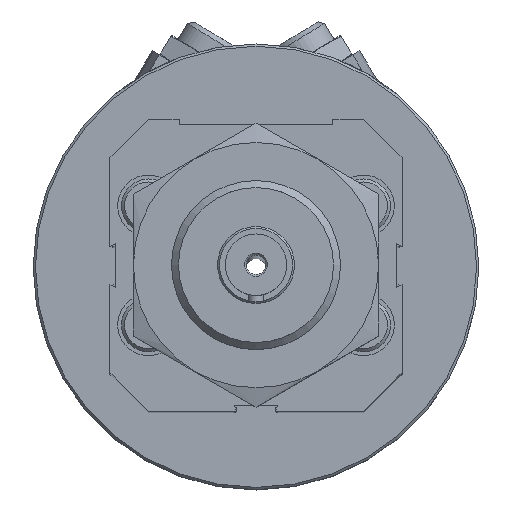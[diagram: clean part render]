
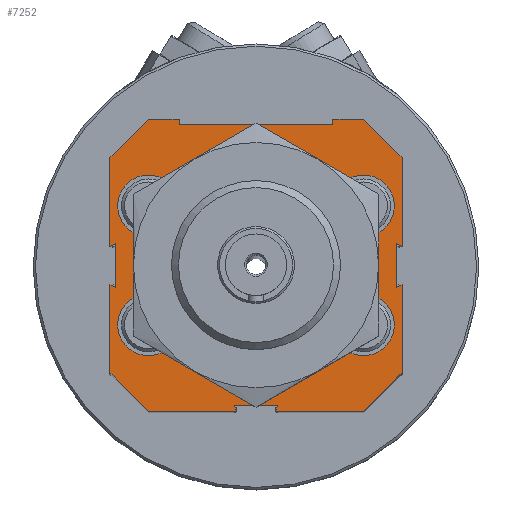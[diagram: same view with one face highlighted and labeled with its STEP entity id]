
A CAD part, top view. The second image highlights one B-rep face of the part: STEP entity #7252.
In plain terms, the highlighted face is planar.
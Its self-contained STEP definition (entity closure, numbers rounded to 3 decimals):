
#201=LINE('',#11427,#746);
#203=LINE('',#11431,#748);
#205=LINE('',#11435,#750);
#239=LINE('',#11521,#784);
#241=LINE('',#11525,#786);
#243=LINE('',#11529,#788);
#277=LINE('',#11615,#822);
#279=LINE('',#11619,#824);
#281=LINE('',#11623,#826);
#341=LINE('',#11779,#886);
#343=LINE('',#11783,#888);
#345=LINE('',#11787,#890);
#387=LINE('',#11888,#932);
#389=LINE('',#11892,#934);
#391=LINE('',#11896,#936);
#392=LINE('',#11898,#937);
#394=LINE('',#11902,#939);
#396=LINE('',#11906,#941);
#397=LINE('',#11908,#942);
#399=LINE('',#11912,#944);
#401=LINE('',#11916,#946);
#402=LINE('',#11918,#947);
#404=LINE('',#11922,#949);
#406=LINE('',#11926,#951);
#746=VECTOR('',#8935,1000.);
#748=VECTOR('',#8939,1000.);
#750=VECTOR('',#8943,1000.);
#784=VECTOR('',#9037,1000.);
#786=VECTOR('',#9041,1000.);
#788=VECTOR('',#9045,1000.);
#822=VECTOR('',#9139,1000.);
#824=VECTOR('',#9143,1000.);
#826=VECTOR('',#9147,1000.);
#886=VECTOR('',#9319,1000.);
#888=VECTOR('',#9323,1000.);
#890=VECTOR('',#9327,1000.);
#932=VECTOR('',#9445,1000.);
#934=VECTOR('',#9449,1000.);
#936=VECTOR('',#9453,1000.);
#937=VECTOR('',#9456,1000.);
#939=VECTOR('',#9460,1000.);
#941=VECTOR('',#9464,1000.);
#942=VECTOR('',#9467,1000.);
#944=VECTOR('',#9471,1000.);
#946=VECTOR('',#9475,1000.);
#947=VECTOR('',#9478,1000.);
#949=VECTOR('',#9482,1000.);
#951=VECTOR('',#9486,1000.);
#1310=PLANE('',#8004);
#1760=CIRCLE('',#8005,4.);
#1761=CIRCLE('',#8006,4.);
#1762=CIRCLE('',#8007,4.);
#1763=CIRCLE('',#8008,4.);
#1764=CIRCLE('',#8009,11.);
#2864=ORIENTED_EDGE('',*,*,#4429,.T.);
#2865=ORIENTED_EDGE('',*,*,#4430,.T.);
#2866=ORIENTED_EDGE('',*,*,#4431,.T.);
#2867=ORIENTED_EDGE('',*,*,#4432,.T.);
#2868=ORIENTED_EDGE('',*,*,#4433,.F.);
#2869=ORIENTED_EDGE('',*,*,#4176,.F.);
#2870=ORIENTED_EDGE('',*,*,#4428,.F.);
#2871=ORIENTED_EDGE('',*,*,#4426,.F.);
#2872=ORIENTED_EDGE('',*,*,#4424,.F.);
#2873=ORIENTED_EDGE('',*,*,#4358,.F.);
#2874=ORIENTED_EDGE('',*,*,#4356,.F.);
#2875=ORIENTED_EDGE('',*,*,#4354,.F.);
#2876=ORIENTED_EDGE('',*,*,#4423,.F.);
#2877=ORIENTED_EDGE('',*,*,#4421,.F.);
#2878=ORIENTED_EDGE('',*,*,#4419,.F.);
#2879=ORIENTED_EDGE('',*,*,#4276,.F.);
#2880=ORIENTED_EDGE('',*,*,#4274,.F.);
#2881=ORIENTED_EDGE('',*,*,#4272,.F.);
#2882=ORIENTED_EDGE('',*,*,#4418,.F.);
#2883=ORIENTED_EDGE('',*,*,#4416,.F.);
#2884=ORIENTED_EDGE('',*,*,#4414,.F.);
#2885=ORIENTED_EDGE('',*,*,#4228,.F.);
#2886=ORIENTED_EDGE('',*,*,#4226,.F.);
#2887=ORIENTED_EDGE('',*,*,#4224,.F.);
#2888=ORIENTED_EDGE('',*,*,#4413,.F.);
#2889=ORIENTED_EDGE('',*,*,#4411,.F.);
#2890=ORIENTED_EDGE('',*,*,#4409,.F.);
#2891=ORIENTED_EDGE('',*,*,#4180,.F.);
#2892=ORIENTED_EDGE('',*,*,#4178,.F.);
#4176=EDGE_CURVE('',#5163,#5164,#201,.T.);
#4178=EDGE_CURVE('',#5164,#5165,#203,.T.);
#4180=EDGE_CURVE('',#5165,#5166,#205,.T.);
#4224=EDGE_CURVE('',#5187,#5188,#239,.T.);
#4226=EDGE_CURVE('',#5188,#5189,#241,.T.);
#4228=EDGE_CURVE('',#5189,#5190,#243,.T.);
#4272=EDGE_CURVE('',#5211,#5212,#277,.T.);
#4274=EDGE_CURVE('',#5212,#5213,#279,.T.);
#4276=EDGE_CURVE('',#5213,#5214,#281,.T.);
#4354=EDGE_CURVE('',#5253,#5254,#341,.T.);
#4356=EDGE_CURVE('',#5254,#5255,#343,.T.);
#4358=EDGE_CURVE('',#5255,#5256,#345,.T.);
#4409=EDGE_CURVE('',#5166,#5277,#387,.T.);
#4411=EDGE_CURVE('',#5277,#5278,#389,.T.);
#4413=EDGE_CURVE('',#5278,#5187,#391,.T.);
#4414=EDGE_CURVE('',#5190,#5279,#392,.T.);
#4416=EDGE_CURVE('',#5279,#5280,#394,.T.);
#4418=EDGE_CURVE('',#5280,#5211,#396,.T.);
#4419=EDGE_CURVE('',#5214,#5281,#397,.T.);
#4421=EDGE_CURVE('',#5281,#5282,#399,.T.);
#4423=EDGE_CURVE('',#5282,#5253,#401,.T.);
#4424=EDGE_CURVE('',#5256,#5283,#402,.T.);
#4426=EDGE_CURVE('',#5283,#5284,#404,.T.);
#4428=EDGE_CURVE('',#5284,#5163,#406,.T.);
#4429=EDGE_CURVE('',#5285,#5285,#1760,.T.);
#4430=EDGE_CURVE('',#5286,#5286,#1761,.T.);
#4431=EDGE_CURVE('',#5287,#5287,#1762,.T.);
#4432=EDGE_CURVE('',#5288,#5288,#1763,.T.);
#4433=EDGE_CURVE('',#5289,#5289,#1764,.F.);
#5163=VERTEX_POINT('',#11426);
#5164=VERTEX_POINT('',#11428);
#5165=VERTEX_POINT('',#11432);
#5166=VERTEX_POINT('',#11436);
#5187=VERTEX_POINT('',#11520);
#5188=VERTEX_POINT('',#11522);
#5189=VERTEX_POINT('',#11526);
#5190=VERTEX_POINT('',#11530);
#5211=VERTEX_POINT('',#11614);
#5212=VERTEX_POINT('',#11616);
#5213=VERTEX_POINT('',#11620);
#5214=VERTEX_POINT('',#11624);
#5253=VERTEX_POINT('',#11778);
#5254=VERTEX_POINT('',#11780);
#5255=VERTEX_POINT('',#11784);
#5256=VERTEX_POINT('',#11788);
#5277=VERTEX_POINT('',#11889);
#5278=VERTEX_POINT('',#11893);
#5279=VERTEX_POINT('',#11899);
#5280=VERTEX_POINT('',#11903);
#5281=VERTEX_POINT('',#11909);
#5282=VERTEX_POINT('',#11913);
#5283=VERTEX_POINT('',#11919);
#5284=VERTEX_POINT('',#11923);
#5285=VERTEX_POINT('',#11929);
#5286=VERTEX_POINT('',#11931);
#5287=VERTEX_POINT('',#11933);
#5288=VERTEX_POINT('',#11935);
#5289=VERTEX_POINT('',#11937);
#5956=EDGE_LOOP('',(#2864));
#5957=EDGE_LOOP('',(#2865));
#5958=EDGE_LOOP('',(#2866));
#5959=EDGE_LOOP('',(#2867));
#5960=EDGE_LOOP('',(#2868));
#5961=EDGE_LOOP('',(#2869,#2870,#2871,#2872,#2873,#2874,#2875,#2876,#2877,
#2878,#2879,#2880,#2881,#2882,#2883,#2884,#2885,#2886,#2887,#2888,#2889,
#2890,#2891,#2892));
#6597=FACE_BOUND('',#5956,.T.);
#6598=FACE_BOUND('',#5957,.T.);
#6599=FACE_BOUND('',#5958,.T.);
#6600=FACE_BOUND('',#5959,.T.);
#6601=FACE_BOUND('',#5960,.T.);
#6602=FACE_BOUND('',#5961,.T.);
#7252=ADVANCED_FACE('',(#6597,#6598,#6599,#6600,#6601,#6602),#1310,.F.);
#8004=AXIS2_PLACEMENT_3D('',#11927,#9487,#9488);
#8005=AXIS2_PLACEMENT_3D('',#11928,#9489,#9490);
#8006=AXIS2_PLACEMENT_3D('',#11930,#9491,#9492);
#8007=AXIS2_PLACEMENT_3D('',#11932,#9493,#9494);
#8008=AXIS2_PLACEMENT_3D('',#11934,#9495,#9496);
#8009=AXIS2_PLACEMENT_3D('',#11936,#9497,#9498);
#8935=DIRECTION('',(0.,-1.,0.));
#8939=DIRECTION('',(0.,-0.707,-0.707));
#8943=DIRECTION('',(0.,0.,-1.));
#9037=DIRECTION('',(0.,0.,-1.));
#9041=DIRECTION('',(0.,0.707,-0.707));
#9045=DIRECTION('',(0.,1.,0.));
#9139=DIRECTION('',(0.,1.,0.));
#9143=DIRECTION('',(0.,0.707,0.707));
#9147=DIRECTION('',(0.,0.,1.));
#9319=DIRECTION('',(0.,0.,1.));
#9323=DIRECTION('',(0.,-0.707,0.707));
#9327=DIRECTION('',(0.,-1.,0.));
#9445=DIRECTION('',(0.,0.903,0.429));
#9449=DIRECTION('',(0.,0.,-1.));
#9453=DIRECTION('',(0.,-0.903,0.429));
#9456=DIRECTION('',(0.,-0.429,0.903));
#9460=DIRECTION('',(0.,1.,0.));
#9464=DIRECTION('',(0.,-0.429,-0.903));
#9467=DIRECTION('',(0.,-0.996,0.087));
#9471=DIRECTION('',(0.,0.,1.));
#9475=DIRECTION('',(0.,0.996,0.087));
#9478=DIRECTION('',(0.,0.429,-0.903));
#9482=DIRECTION('',(0.,-1.,0.));
#9486=DIRECTION('',(0.,0.429,0.903));
#9487=DIRECTION('',(1.,0.,0.));
#9488=DIRECTION('',(0.,0.,-1.));
#9489=DIRECTION('',(1.,0.,0.));
#9490=DIRECTION('',(0.,0.,-1.));
#9491=DIRECTION('',(1.,0.,0.));
#9492=DIRECTION('',(0.,0.,-1.));
#9493=DIRECTION('',(1.,0.,0.));
#9494=DIRECTION('',(0.,0.,-1.));
#9495=DIRECTION('',(1.,0.,0.));
#9496=DIRECTION('',(0.,0.,-1.));
#9497=DIRECTION('',(1.,0.,0.));
#9498=DIRECTION('',(0.,0.,-1.));
#11426=CARTESIAN_POINT('',(-166.8,-2.489,19.));
#11427=CARTESIAN_POINT('',(-166.8,-2.489,19.));
#11428=CARTESIAN_POINT('',(-166.8,-14.,19.));
#11431=CARTESIAN_POINT('',(-166.8,-14.,19.));
#11432=CARTESIAN_POINT('',(-166.8,-19.,14.));
#11435=CARTESIAN_POINT('',(-166.8,-19.,14.));
#11436=CARTESIAN_POINT('',(-166.8,-19.,2.489));
#11520=CARTESIAN_POINT('',(-166.8,-19.,-2.489));
#11521=CARTESIAN_POINT('',(-166.8,-19.,-2.489));
#11522=CARTESIAN_POINT('',(-166.8,-19.,-14.));
#11525=CARTESIAN_POINT('',(-166.8,-19.,-14.));
#11526=CARTESIAN_POINT('',(-166.8,-14.,-19.));
#11529=CARTESIAN_POINT('',(-166.8,-14.,-19.));
#11530=CARTESIAN_POINT('',(-166.8,-2.489,-19.));
#11614=CARTESIAN_POINT('',(-166.8,2.489,-19.));
#11615=CARTESIAN_POINT('',(-166.8,2.489,-19.));
#11616=CARTESIAN_POINT('',(-166.8,14.,-19.));
#11619=CARTESIAN_POINT('',(-166.8,14.,-19.));
#11620=CARTESIAN_POINT('',(-166.8,19.,-14.));
#11623=CARTESIAN_POINT('',(-166.8,19.,-14.));
#11624=CARTESIAN_POINT('',(-166.8,19.,-10.));
#11778=CARTESIAN_POINT('',(-166.8,19.,10.));
#11779=CARTESIAN_POINT('',(-166.8,19.,10.));
#11780=CARTESIAN_POINT('',(-166.8,19.,14.));
#11783=CARTESIAN_POINT('',(-166.8,19.,14.));
#11784=CARTESIAN_POINT('',(-166.8,14.,19.));
#11787=CARTESIAN_POINT('',(-166.8,14.,19.));
#11788=CARTESIAN_POINT('',(-166.8,2.489,19.));
#11888=CARTESIAN_POINT('',(-166.8,-19.,2.489));
#11889=CARTESIAN_POINT('',(-166.8,-18.24,2.85));
#11892=CARTESIAN_POINT('',(-166.8,-18.24,2.85));
#11893=CARTESIAN_POINT('',(-166.8,-18.24,-2.85));
#11896=CARTESIAN_POINT('',(-166.8,-18.24,-2.85));
#11898=CARTESIAN_POINT('',(-166.8,-2.489,-19.));
#11899=CARTESIAN_POINT('',(-166.8,-2.85,-18.24));
#11902=CARTESIAN_POINT('',(-166.8,-2.85,-18.24));
#11903=CARTESIAN_POINT('',(-166.8,2.85,-18.24));
#11906=CARTESIAN_POINT('',(-166.8,2.85,-18.24));
#11908=CARTESIAN_POINT('',(-166.8,19.,-10.));
#11909=CARTESIAN_POINT('',(-166.8,18.316,-9.94));
#11912=CARTESIAN_POINT('',(-166.8,18.316,-9.94));
#11913=CARTESIAN_POINT('',(-166.8,18.316,9.94));
#11916=CARTESIAN_POINT('',(-166.8,18.316,9.94));
#11918=CARTESIAN_POINT('',(-166.8,2.489,19.));
#11919=CARTESIAN_POINT('',(-166.8,2.85,18.24));
#11922=CARTESIAN_POINT('',(-166.8,2.85,18.24));
#11923=CARTESIAN_POINT('',(-166.8,-2.85,18.24));
#11926=CARTESIAN_POINT('',(-166.8,-2.85,18.24));
#11927=CARTESIAN_POINT('',(-166.8,0.,0.));
#11928=CARTESIAN_POINT('',(-166.8,-7.75,14.));
#11929=CARTESIAN_POINT('',(-166.8,-7.75,10.));
#11930=CARTESIAN_POINT('',(-166.8,-7.75,-14.));
#11931=CARTESIAN_POINT('',(-166.8,-7.75,-18.));
#11932=CARTESIAN_POINT('',(-166.8,7.75,-14.));
#11933=CARTESIAN_POINT('',(-166.8,7.75,-18.));
#11934=CARTESIAN_POINT('',(-166.8,7.75,14.));
#11935=CARTESIAN_POINT('',(-166.8,7.75,10.));
#11936=CARTESIAN_POINT('',(-166.8,0.,0.));
#11937=CARTESIAN_POINT('',(-166.8,0.,-11.));
